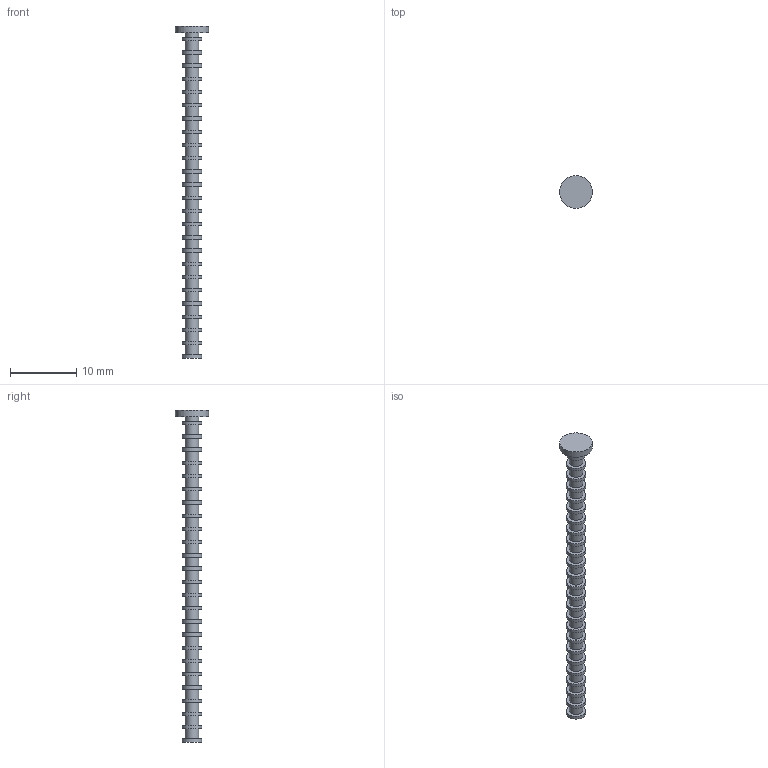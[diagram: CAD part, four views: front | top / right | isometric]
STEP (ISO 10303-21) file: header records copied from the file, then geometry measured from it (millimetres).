
FILE_DESCRIPTION(('Open CASCADE Model'),'2;1');
FILE_NAME('Open CASCADE Shape Model','2024-05-25T18:51:40',('Author'),( 'Open CASCADE'),'Open CASCADE STEP processor 7.7','Open CASCADE 7.7' ,'Unknown');
FILE_SCHEMA(('AUTOMOTIVE_DESIGN { 1 0 10303 214 1 1 1 1 }'));
Length unit declared in the file: millimetre
Products named in the file (1): Open CASCADE STEP translator 7.7 45
Bounding box: 5 x 5 x 50.25 mm (x, y, z)
Volume: 223.4 mm3; surface area: 600 mm2
Topology: 1 solids, 1 shells, 103 faces, 153 edges, 102 vertices
Faces by surface type: plane 52, cylinder 51
Full cylindrical faces by diameter (mm): 2 x25, 3 x25, 5 x1
Entity records: 4308 total; most frequent: DIRECTION 769, CARTESIAN_POINT 665, ORIENTED_EDGE 306, PCURVE 306, DEFINITIONAL_REPRESENTATION 306, LINE 255, VECTOR 255, AXIS2_PLACEMENT_3D 206
